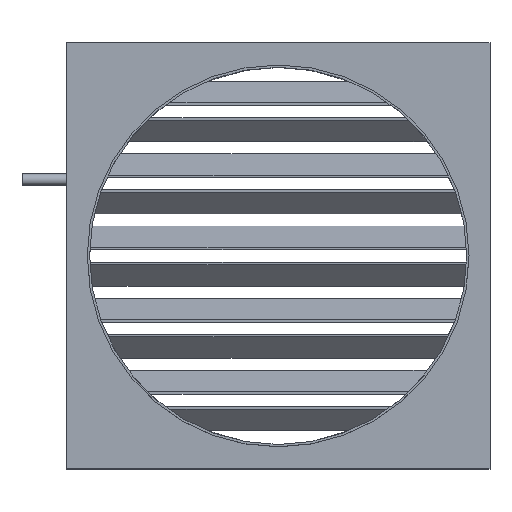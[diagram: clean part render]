
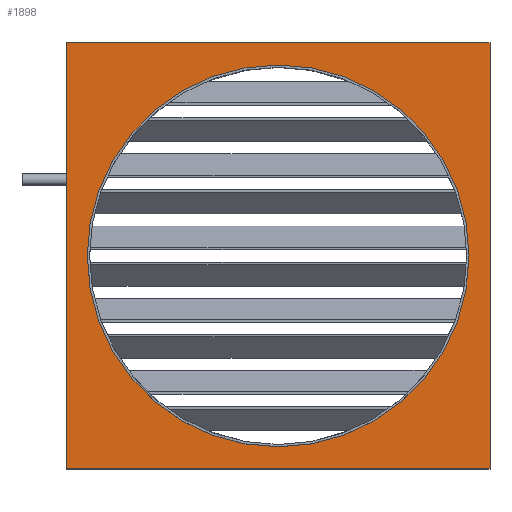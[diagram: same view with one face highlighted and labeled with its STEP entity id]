
A CAD part, top view. The second image highlights one B-rep face of the part: STEP entity #1898.
In plain terms, the highlighted planar face has unit normal (0, 0, 1).
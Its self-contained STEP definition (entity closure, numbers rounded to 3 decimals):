
#70 = ORIENTED_EDGE ( 'NONE', *, *, #1258, .T. ) ;
#73 = LINE ( 'NONE', #1757, #1219 ) ;
#101 = EDGE_CURVE ( 'NONE', #453, #640, #243, .T. ) ;
#135 = VECTOR ( 'NONE', #347, 1000. ) ;
#144 = ORIENTED_EDGE ( 'NONE', *, *, #101, .F. ) ;
#160 = DIRECTION ( 'NONE',  ( 1., 0., 0. ) ) ;
#162 = DIRECTION ( 'NONE',  ( 0., 0., 1. ) ) ;
#164 = CARTESIAN_POINT ( 'NONE',  ( 0., 0., 34.5 ) ) ;
#221 = DIRECTION ( 'NONE',  ( -1., 0., 0. ) ) ;
#243 = CIRCLE ( 'NONE', #442, 250. ) ;
#347 = DIRECTION ( 'NONE',  ( 0., 1., 0. ) ) ;
#391 = LINE ( 'NONE', #843, #1930 ) ;
#442 = AXIS2_PLACEMENT_3D ( 'NONE', #1865, #1860, #1843 ) ;
#453 = VERTEX_POINT ( 'NONE', #1328 ) ;
#501 = EDGE_LOOP ( 'NONE', ( #1390, #1207, #70, #1770 ) ) ;
#540 = EDGE_CURVE ( 'NONE', #1251, #823, #391, .T. ) ;
#633 = PLANE ( 'NONE',  #1225 ) ;
#640 = VERTEX_POINT ( 'NONE', #965 ) ;
#643 = DIRECTION ( 'NONE',  ( 0., -1., 0. ) ) ;
#692 = AXIS2_PLACEMENT_3D ( 'NONE', #164, #162, #160 ) ;
#710 = FACE_OUTER_BOUND ( 'NONE', #501, .T. ) ;
#738 = CARTESIAN_POINT ( 'NONE',  ( 277.5, -279., 34.5 ) ) ;
#789 = ORIENTED_EDGE ( 'NONE', *, *, #1139, .F. ) ;
#817 = CARTESIAN_POINT ( 'NONE',  ( -277.5, 279., 34.5 ) ) ;
#823 = VERTEX_POINT ( 'NONE', #738 ) ;
#843 = CARTESIAN_POINT ( 'NONE',  ( -277.5, -279., 34.5 ) ) ;
#955 = LINE ( 'NONE', #1844, #135 ) ;
#965 = CARTESIAN_POINT ( 'NONE',  ( 250., 0., 34.5 ) ) ;
#972 = CARTESIAN_POINT ( 'NONE',  ( -277.5, -279., 34.5 ) ) ;
#1006 = DIRECTION ( 'NONE',  ( 0., 0., 1. ) ) ;
#1110 = DIRECTION ( 'NONE',  ( 1., 0., 0. ) ) ;
#1139 = EDGE_CURVE ( 'NONE', #640, #453, #1798, .T. ) ;
#1207 = ORIENTED_EDGE ( 'NONE', *, *, #540, .T. ) ;
#1219 = VECTOR ( 'NONE', #643, 1000. ) ;
#1225 = AXIS2_PLACEMENT_3D ( 'NONE', #1914, #1006, #1787 ) ;
#1248 = VERTEX_POINT ( 'NONE', #817 ) ;
#1251 = VERTEX_POINT ( 'NONE', #972 ) ;
#1258 = EDGE_CURVE ( 'NONE', #823, #1899, #955, .T. ) ;
#1328 = CARTESIAN_POINT ( 'NONE',  ( -250., 0., 34.5 ) ) ;
#1358 = EDGE_LOOP ( 'NONE', ( #789, #144 ) ) ;
#1390 = ORIENTED_EDGE ( 'NONE', *, *, #1799, .T. ) ;
#1447 = CARTESIAN_POINT ( 'NONE',  ( -277.5, 279., 34.5 ) ) ;
#1470 = FACE_BOUND ( 'NONE', #1358, .T. ) ;
#1652 = LINE ( 'NONE', #1447, #1738 ) ;
#1738 = VECTOR ( 'NONE', #221, 1000. ) ;
#1757 = CARTESIAN_POINT ( 'NONE',  ( -277.5, 279., 34.5 ) ) ;
#1764 = EDGE_CURVE ( 'NONE', #1899, #1248, #1652, .T. ) ;
#1770 = ORIENTED_EDGE ( 'NONE', *, *, #1764, .T. ) ;
#1787 = DIRECTION ( 'NONE',  ( 1., 0., 0. ) ) ;
#1798 = CIRCLE ( 'NONE', #692, 250. ) ;
#1799 = EDGE_CURVE ( 'NONE', #1248, #1251, #73, .T. ) ;
#1843 = DIRECTION ( 'NONE',  ( 1., 0., 0. ) ) ;
#1844 = CARTESIAN_POINT ( 'NONE',  ( 277.5, 279., 34.5 ) ) ;
#1860 = DIRECTION ( 'NONE',  ( 0., 0., 1. ) ) ;
#1865 = CARTESIAN_POINT ( 'NONE',  ( 0., 0., 34.5 ) ) ;
#1898 = ADVANCED_FACE ( 'NONE', ( #710, #1470 ), #633, .T. ) ;
#1899 = VERTEX_POINT ( 'NONE', #1940 ) ;
#1914 = CARTESIAN_POINT ( 'NONE',  ( 0., 0., 34.5 ) ) ;
#1930 = VECTOR ( 'NONE', #1110, 1000. ) ;
#1940 = CARTESIAN_POINT ( 'NONE',  ( 277.5, 279., 34.5 ) ) ;
